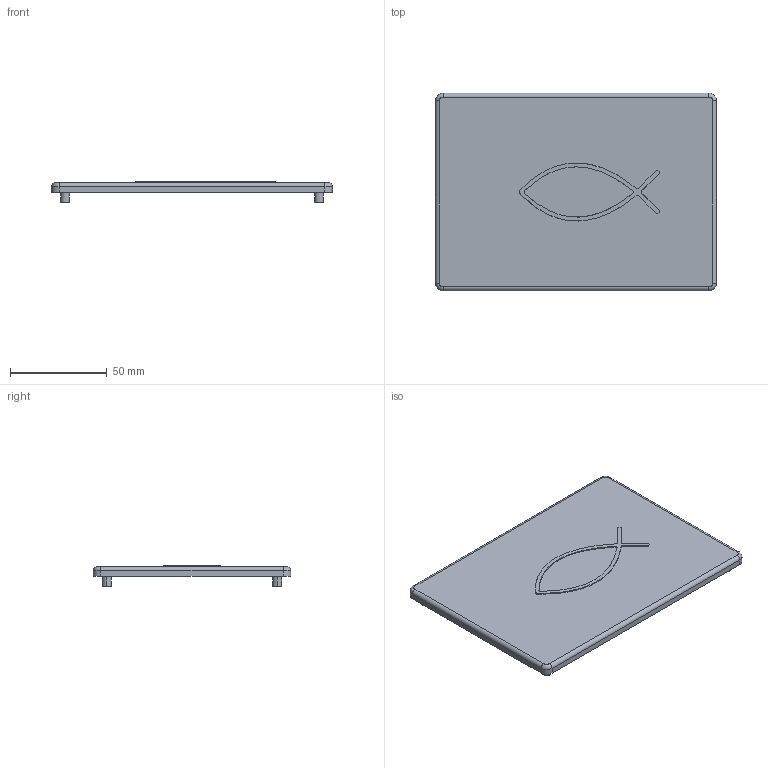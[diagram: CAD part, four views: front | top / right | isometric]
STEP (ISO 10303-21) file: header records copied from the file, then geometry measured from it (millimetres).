
FILE_DESCRIPTION(('CATIA V5 STEP Exchange'),'2;1');
FILE_NAME('ohisje-zg.stp','2020-06-04T07:15:31+00:00',('none'),('none'),'CATIA Version 5 Release 20 GA (IN-10)','CATIA V5 STEP AP203','none');
FILE_SCHEMA(('CONFIG_CONTROL_DESIGN'));
Length unit declared in the file: millimetre
Products named in the file (1): ohisje-zg
Bounding box: 145 x 102 x 10.5 mm (x, y, z)
Volume: 32650 mm3; surface area: 33713.7 mm2
Topology: 1 solids, 1 shells, 73 faces, 174 edges, 115 vertices
Faces by surface type: cylinder 37, plane 23, extrusion 9, torus 4
Entity records: 2346 total; most frequent: CARTESIAN_POINT 694, ORIENTED_EDGE 344, DIRECTION 267, EDGE_CURVE 172, AXIS2_PLACEMENT_3D 127, VERTEX_POINT 112, VECTOR 85, EDGE_LOOP 84
